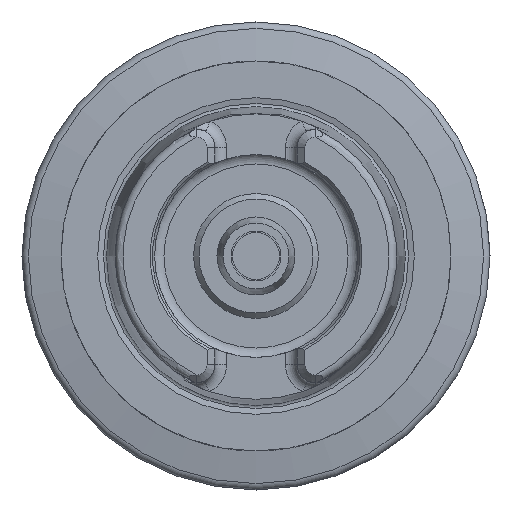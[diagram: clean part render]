
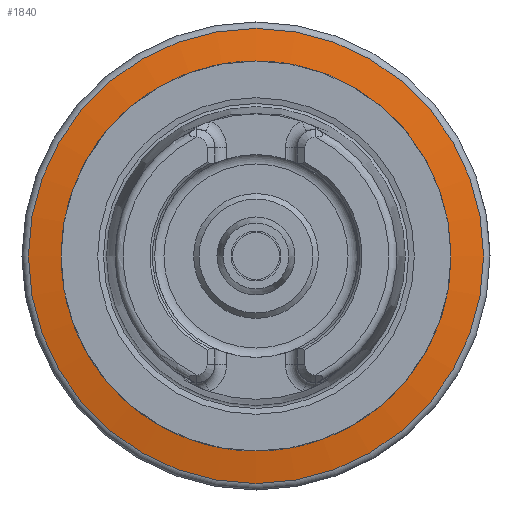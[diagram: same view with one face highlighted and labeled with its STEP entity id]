
A CAD part, left-side view. The second image highlights one B-rep face of the part: STEP entity #1840.
In plain terms, the highlighted conical face has half-angle 80 degrees and reference radius 24.962 mm.
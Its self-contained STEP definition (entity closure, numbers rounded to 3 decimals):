
#1798=CARTESIAN_POINT('',(42.,0.0,-20.75));
#1799=VERTEX_POINT('',#1798);
#1800=CARTESIAN_POINT('',(42.,0.0,0.));
#1801=DIRECTION('',(1.0,0.0,0.0));
#1802=DIRECTION('',(0.0,0.0,-1.0));
#1803=AXIS2_PLACEMENT_3D('',#1800,#1801,#1802);
#1804=CIRCLE('',#1803,20.75);
#1805=EDGE_CURVE('',#1799,#1799,#1804,.T.);
#1821=CARTESIAN_POINT('',(42.743,0.0,0.));
#1822=DIRECTION('',(1.0,0.0,0.));
#1823=DIRECTION('',(0.0,0.0,-1.0));
#1824=AXIS2_PLACEMENT_3D('',#1821,#1822,#1823);
#1825=CONICAL_SURFACE('',#1824,24.962,80.);
#1826=CARTESIAN_POINT('',(43.485,0.0,-29.174));
#1827=VERTEX_POINT('',#1826);
#1828=CARTESIAN_POINT('',(43.485,0.0,0.));
#1829=DIRECTION('',(1.0,0.0,0.0));
#1830=DIRECTION('',(0.0,0.0,-1.0));
#1831=AXIS2_PLACEMENT_3D('',#1828,#1829,#1830);
#1832=CIRCLE('',#1831,29.174);
#1833=EDGE_CURVE('',#1827,#1827,#1832,.T.);
#1834=ORIENTED_EDGE('',*,*,#1833,.F.);
#1835=EDGE_LOOP('',(#1834));
#1836=FACE_OUTER_BOUND('',#1835,.T.);
#1837=ORIENTED_EDGE('',*,*,#1805,.T.);
#1838=EDGE_LOOP('',(#1837));
#1839=FACE_BOUND('',#1838,.T.);
#1840=ADVANCED_FACE('',(#1836,#1839),#1825,.T.);
